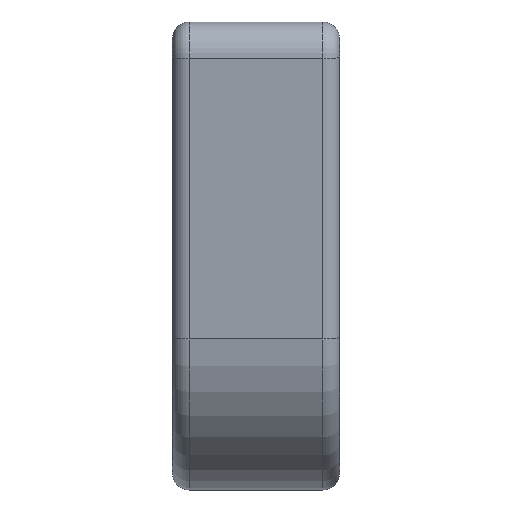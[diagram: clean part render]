
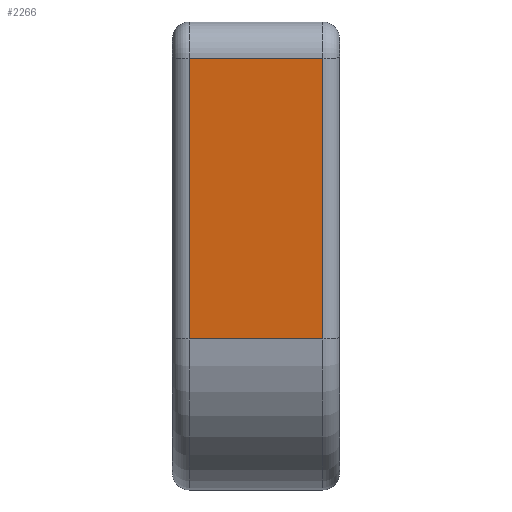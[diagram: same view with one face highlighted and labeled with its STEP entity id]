
A CAD part, left-side view. The second image highlights one B-rep face of the part: STEP entity #2266.
In plain terms, the highlighted planar face has unit normal (-0.995, 0, -0.097).
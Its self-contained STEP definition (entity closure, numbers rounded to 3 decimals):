
#160 = DIRECTION ( 'NONE',  ( 0.995, 0., 0.097 ) ) ;
#179 = VERTEX_POINT ( 'NONE', #2032 ) ;
#180 = CARTESIAN_POINT ( 'NONE',  ( -14.32, 5., -1.688 ) ) ;
#339 = ORIENTED_EDGE ( 'NONE', *, *, #1467, .T. ) ;
#341 = FACE_OUTER_BOUND ( 'NONE', #627, .T. ) ;
#363 = LINE ( 'NONE', #1112, #1328 ) ;
#381 = CARTESIAN_POINT ( 'NONE',  ( -14.32, 4.5, -1.688 ) ) ;
#397 = LINE ( 'NONE', #739, #1221 ) ;
#584 = CARTESIAN_POINT ( 'NONE',  ( -14.32, 4.5, -1.688 ) ) ;
#627 = EDGE_LOOP ( 'NONE', ( #1158, #2055, #339, #1121 ) ) ;
#719 = PLANE ( 'NONE',  #2185 ) ;
#736 = CARTESIAN_POINT ( 'NONE',  ( -15.133, 5., 6.698 ) ) ;
#739 = CARTESIAN_POINT ( 'NONE',  ( -14.32, 5., -1.688 ) ) ;
#1112 = CARTESIAN_POINT ( 'NONE',  ( -15.133, 0.5, 6.698 ) ) ;
#1120 = EDGE_CURVE ( 'NONE', #2356, #179, #2399, .T. ) ;
#1121 = ORIENTED_EDGE ( 'NONE', *, *, #2298, .T. ) ;
#1144 = DIRECTION ( 'NONE',  ( 0.097, 0., -0.995 ) ) ;
#1158 = ORIENTED_EDGE ( 'NONE', *, *, #1120, .F. ) ;
#1221 = VECTOR ( 'NONE', #2242, 1000. ) ;
#1273 = EDGE_CURVE ( 'NONE', #2356, #1769, #1530, .T. ) ;
#1328 = VECTOR ( 'NONE', #2392, 1000. ) ;
#1443 = DIRECTION ( 'NONE',  ( 0.097, 0., -0.995 ) ) ;
#1467 = EDGE_CURVE ( 'NONE', #1769, #2302, #397, .T. ) ;
#1530 = LINE ( 'NONE', #381, #1590 ) ;
#1590 = VECTOR ( 'NONE', #1144, 1000. ) ;
#1769 = VERTEX_POINT ( 'NONE', #584 ) ;
#1851 = CARTESIAN_POINT ( 'NONE',  ( -15.133, 4.5, 6.698 ) ) ;
#2019 = CARTESIAN_POINT ( 'NONE',  ( -14.32, 0.5, -1.688 ) ) ;
#2032 = CARTESIAN_POINT ( 'NONE',  ( -15.133, 0.5, 6.698 ) ) ;
#2055 = ORIENTED_EDGE ( 'NONE', *, *, #1273, .T. ) ;
#2185 = AXIS2_PLACEMENT_3D ( 'NONE', #180, #160, #1443 ) ;
#2242 = DIRECTION ( 'NONE',  ( 0., -1., 0. ) ) ;
#2260 = DIRECTION ( 'NONE',  ( 0., -1., 0. ) ) ;
#2266 = ADVANCED_FACE ( 'NONE', ( #341 ), #719, .F. ) ;
#2298 = EDGE_CURVE ( 'NONE', #2302, #179, #363, .T. ) ;
#2302 = VERTEX_POINT ( 'NONE', #2019 ) ;
#2320 = VECTOR ( 'NONE', #2260, 1000. ) ;
#2356 = VERTEX_POINT ( 'NONE', #1851 ) ;
#2392 = DIRECTION ( 'NONE',  ( -0.097, 0., 0.995 ) ) ;
#2399 = LINE ( 'NONE', #736, #2320 ) ;
